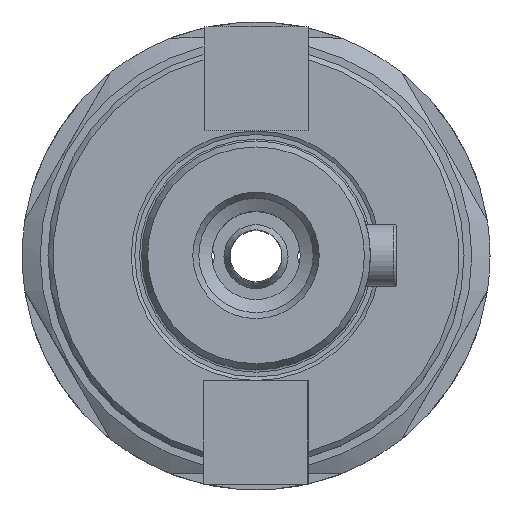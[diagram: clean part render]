
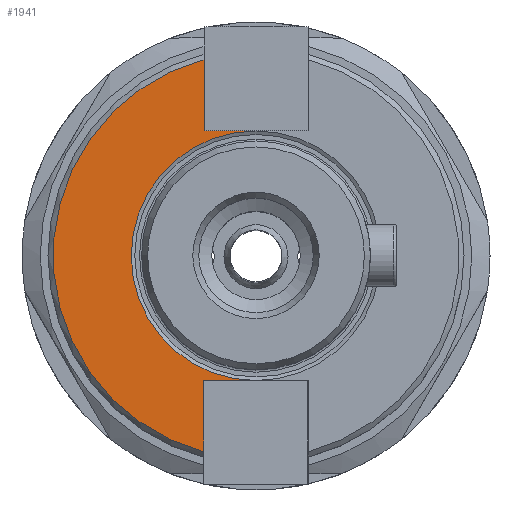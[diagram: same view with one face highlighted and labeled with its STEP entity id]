
A CAD part, top view. The second image highlights one B-rep face of the part: STEP entity #1941.
In plain terms, the highlighted planar face has unit normal (0, 0, 1).
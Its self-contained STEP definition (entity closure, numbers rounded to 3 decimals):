
#8 = CARTESIAN_POINT ( 'NONE',  ( 0., 12., 16. ) ) ;
#382 = EDGE_CURVE ( 'NONE', #4445, #5744, #525, .T. ) ;
#498 = DIRECTION ( 'NONE',  ( 0., 0., -1. ) ) ;
#525 = CIRCLE ( 'NONE', #2422, 12. ) ;
#566 = VECTOR ( 'NONE', #3471, 1000. ) ;
#1077 = VERTEX_POINT ( 'NONE', #5522 ) ;
#1104 = CARTESIAN_POINT ( 'NONE',  ( 0., 0., 16. ) ) ;
#1313 = VERTEX_POINT ( 'NONE', #6708 ) ;
#1444 = AXIS2_PLACEMENT_3D ( 'NONE', #1104, #5158, #3679 ) ;
#1554 = EDGE_CURVE ( 'NONE', #5744, #4237, #6155, .T. ) ;
#1653 = EDGE_CURVE ( 'NONE', #1313, #1077, #5506, .T. ) ;
#1754 = EDGE_CURVE ( 'NONE', #1077, #4237, #2647, .T. ) ;
#1845 = LINE ( 'NONE', #2090, #5993 ) ;
#1941 = ADVANCED_FACE ( 'NONE', ( #6770 ), #5621, .F. ) ;
#2090 = CARTESIAN_POINT ( 'NONE',  ( -5., 22., 16. ) ) ;
#2121 = DIRECTION ( 'NONE',  ( 0., 0., 1. ) ) ;
#2422 = AXIS2_PLACEMENT_3D ( 'NONE', #5366, #2121, #5906 ) ;
#2611 = DIRECTION ( 'NONE',  ( 1., 0., 0. ) ) ;
#2647 = LINE ( 'NONE', #4208, #6776 ) ;
#3200 = DIRECTION ( 'NONE',  ( 0., -1., 0. ) ) ;
#3287 = ORIENTED_EDGE ( 'NONE', *, *, #1653, .T. ) ;
#3432 = ORIENTED_EDGE ( 'NONE', *, *, #1754, .T. ) ;
#3471 = DIRECTION ( 'NONE',  ( -1., 0., 0. ) ) ;
#3599 = CARTESIAN_POINT ( 'NONE',  ( 0., 20., 16. ) ) ;
#3606 = AXIS2_PLACEMENT_3D ( 'NONE', #3599, #498, #5110 ) ;
#3679 = DIRECTION ( 'NONE',  ( -1., 0., 0. ) ) ;
#4028 = CARTESIAN_POINT ( 'NONE',  ( -5., -12., 16. ) ) ;
#4123 = LINE ( 'NONE', #5283, #6827 ) ;
#4128 = ORIENTED_EDGE ( 'NONE', *, *, #382, .F. ) ;
#4182 = DIRECTION ( 'NONE',  ( 0., 1., 0. ) ) ;
#4208 = CARTESIAN_POINT ( 'NONE',  ( -5., -22., 16. ) ) ;
#4237 = VERTEX_POINT ( 'NONE', #4028 ) ;
#4445 = VERTEX_POINT ( 'NONE', #8 ) ;
#4483 = ORIENTED_EDGE ( 'NONE', *, *, #1554, .F. ) ;
#4911 = CARTESIAN_POINT ( 'NONE',  ( 0., -12., 16. ) ) ;
#4950 = ORIENTED_EDGE ( 'NONE', *, *, #6709, .F. ) ;
#5060 = EDGE_CURVE ( 'NONE', #6735, #4445, #4123, .T. ) ;
#5110 = DIRECTION ( 'NONE',  ( -1., 0., 0. ) ) ;
#5158 = DIRECTION ( 'NONE',  ( 0., 0., 1. ) ) ;
#5283 = CARTESIAN_POINT ( 'NONE',  ( -5., 12., 16. ) ) ;
#5366 = CARTESIAN_POINT ( 'NONE',  ( 0., 0., 16. ) ) ;
#5506 = CIRCLE ( 'NONE', #1444, 19.5 ) ;
#5522 = CARTESIAN_POINT ( 'NONE',  ( -5., -18.848, 16. ) ) ;
#5621 = PLANE ( 'NONE',  #3606 ) ;
#5744 = VERTEX_POINT ( 'NONE', #4911 ) ;
#5842 = EDGE_LOOP ( 'NONE', ( #4950, #3287, #3432, #4483, #4128, #7002 ) ) ;
#5906 = DIRECTION ( 'NONE',  ( 1., 0., 0. ) ) ;
#5923 = CARTESIAN_POINT ( 'NONE',  ( -5., 12., 16. ) ) ;
#5993 = VECTOR ( 'NONE', #3200, 1000. ) ;
#6155 = LINE ( 'NONE', #6440, #566 ) ;
#6440 = CARTESIAN_POINT ( 'NONE',  ( 5., -12., 16. ) ) ;
#6708 = CARTESIAN_POINT ( 'NONE',  ( -5., 18.848, 16. ) ) ;
#6709 = EDGE_CURVE ( 'NONE', #1313, #6735, #1845, .T. ) ;
#6735 = VERTEX_POINT ( 'NONE', #5923 ) ;
#6770 = FACE_OUTER_BOUND ( 'NONE', #5842, .T. ) ;
#6776 = VECTOR ( 'NONE', #4182, 1000. ) ;
#6827 = VECTOR ( 'NONE', #2611, 1000. ) ;
#7002 = ORIENTED_EDGE ( 'NONE', *, *, #5060, .F. ) ;
